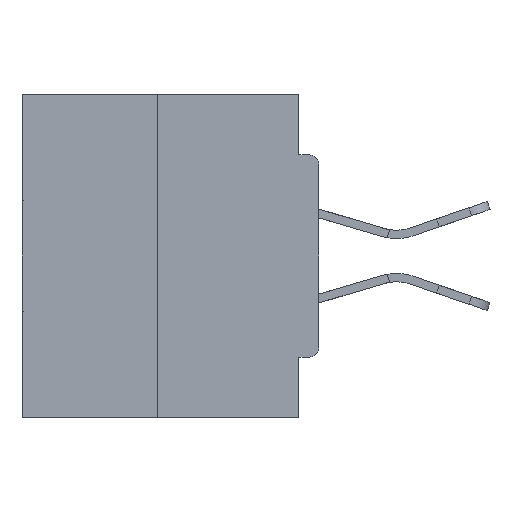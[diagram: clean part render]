
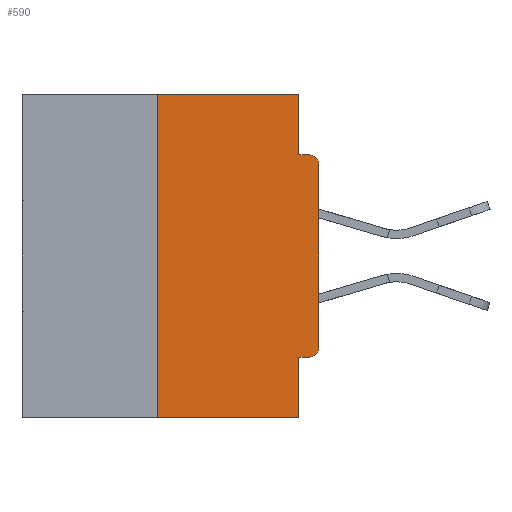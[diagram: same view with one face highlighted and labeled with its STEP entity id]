
A CAD part, left-side view. The second image highlights one B-rep face of the part: STEP entity #590.
In plain terms, the highlighted planar face has unit normal (-1, 0, 0).
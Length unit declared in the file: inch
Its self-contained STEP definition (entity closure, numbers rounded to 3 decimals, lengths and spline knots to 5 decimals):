
#57 = CARTESIAN_POINT ( 'NONE',  ( 0., 0.031, 0. ) ) ;
#590 = ADVANCED_FACE ( 'NONE', ( #39666 ), #38766, .F. ) ;
#621 = LINE ( 'NONE', #31935, #20746 ) ;
#660 = EDGE_CURVE ( 'NONE', #31313, #23499, #34754, .T. ) ;
#1192 = AXIS2_PLACEMENT_3D ( 'NONE', #8509, #17922, #27400 ) ;
#1371 = ORIENTED_EDGE ( 'NONE', *, *, #20104, .F. ) ;
#1548 = LINE ( 'NONE', #15341, #3050 ) ;
#1985 = CARTESIAN_POINT ( 'NONE',  ( 0., 0., -0.1085 ) ) ;
#2149 = ORIENTED_EDGE ( 'NONE', *, *, #24214, .F. ) ;
#2314 = VECTOR ( 'NONE', #37922, 39.37008 ) ;
#2922 = EDGE_CURVE ( 'NONE', #33594, #24427, #19002, .T. ) ;
#2960 = DIRECTION ( 'NONE',  ( 0., 0., -1. ) ) ;
#3050 = VECTOR ( 'NONE', #7788, 39.37008 ) ;
#3148 = VERTEX_POINT ( 'NONE', #39021 ) ;
#3622 = LINE ( 'NONE', #32496, #29613 ) ;
#4269 = ORIENTED_EDGE ( 'NONE', *, *, #36417, .F. ) ;
#4311 = ORIENTED_EDGE ( 'NONE', *, *, #30537, .T. ) ;
#4796 = CARTESIAN_POINT ( 'NONE',  ( 0., 0.031, -0.0935 ) ) ;
#6135 = VERTEX_POINT ( 'NONE', #13803 ) ;
#6409 = EDGE_CURVE ( 'NONE', #34842, #3148, #17173, .T. ) ;
#6913 = EDGE_CURVE ( 'NONE', #25381, #24427, #33296, .T. ) ;
#7405 = DIRECTION ( 'NONE',  ( 0., 1., 0. ) ) ;
#7473 = DIRECTION ( 'NONE',  ( 0., 0., -1. ) ) ;
#7788 = DIRECTION ( 'NONE',  ( 0., -1., 0. ) ) ;
#7902 = DIRECTION ( 'NONE',  ( 1., 0., 0. ) ) ;
#8509 = CARTESIAN_POINT ( 'NONE',  ( 0., 0.015, -0.3915 ) ) ;
#9093 = ORIENTED_EDGE ( 'NONE', *, *, #6913, .F. ) ;
#10221 = ORIENTED_EDGE ( 'NONE', *, *, #39694, .F. ) ;
#11026 = DIRECTION ( 'NONE',  ( 0., 0., -1. ) ) ;
#11424 = LINE ( 'NONE', #16655, #29045 ) ;
#12301 = CARTESIAN_POINT ( 'NONE',  ( 0., 0.015, -0.1085 ) ) ;
#12492 = AXIS2_PLACEMENT_3D ( 'NONE', #36173, #7902, #11026 ) ;
#13074 = VERTEX_POINT ( 'NONE', #15169 ) ;
#13803 = CARTESIAN_POINT ( 'NONE',  ( 0., 0.25, 0. ) ) ;
#14015 = ORIENTED_EDGE ( 'NONE', *, *, #29175, .F. ) ;
#15169 = CARTESIAN_POINT ( 'NONE',  ( 0., 0.031, 0. ) ) ;
#15341 = CARTESIAN_POINT ( 'NONE',  ( 0., 0.46, 0. ) ) ;
#16655 = CARTESIAN_POINT ( 'NONE',  ( 0., 0., -0.4065 ) ) ;
#16747 = LINE ( 'NONE', #22332, #19228 ) ;
#16890 = DIRECTION ( 'NONE',  ( 0., 0., 1. ) ) ;
#17173 = CIRCLE ( 'NONE', #24889, 0.015 ) ;
#17922 = DIRECTION ( 'NONE',  ( -1., 0., 0. ) ) ;
#18153 = CARTESIAN_POINT ( 'NONE',  ( 0., 0.031, -0.5 ) ) ;
#19002 = LINE ( 'NONE', #28659, #2314 ) ;
#19228 = VECTOR ( 'NONE', #19867, 39.37008 ) ;
#19699 = CARTESIAN_POINT ( 'NONE',  ( 0., 0.015, -0.4065 ) ) ;
#19867 = DIRECTION ( 'NONE',  ( 0., 0., 1. ) ) ;
#20005 = ORIENTED_EDGE ( 'NONE', *, *, #2922, .T. ) ;
#20104 = EDGE_CURVE ( 'NONE', #6135, #13074, #1548, .T. ) ;
#20527 = ORIENTED_EDGE ( 'NONE', *, *, #660, .T. ) ;
#20746 = VECTOR ( 'NONE', #29079, 39.37008 ) ;
#22332 = CARTESIAN_POINT ( 'NONE',  ( 0., 0., 0. ) ) ;
#23499 = VERTEX_POINT ( 'NONE', #37476 ) ;
#24214 = EDGE_CURVE ( 'NONE', #33594, #6135, #3622, .T. ) ;
#24427 = VERTEX_POINT ( 'NONE', #18153 ) ;
#24864 = VERTEX_POINT ( 'NONE', #4796 ) ;
#24889 = AXIS2_PLACEMENT_3D ( 'NONE', #12301, #30775, #27621 ) ;
#25381 = VERTEX_POINT ( 'NONE', #34574 ) ;
#27400 = DIRECTION ( 'NONE',  ( 0., 0., -1. ) ) ;
#27621 = DIRECTION ( 'NONE',  ( 0., 0., -1. ) ) ;
#27813 = ORIENTED_EDGE ( 'NONE', *, *, #6409, .T. ) ;
#28391 = VECTOR ( 'NONE', #7473, 39.37008 ) ;
#28659 = CARTESIAN_POINT ( 'NONE',  ( 0., 0.46, -0.5 ) ) ;
#29045 = VECTOR ( 'NONE', #7405, 39.37008 ) ;
#29079 = DIRECTION ( 'NONE',  ( 0., -1., 0. ) ) ;
#29175 = EDGE_CURVE ( 'NONE', #24864, #3148, #621, .T. ) ;
#29613 = VECTOR ( 'NONE', #16890, 39.37008 ) ;
#29749 = LINE ( 'NONE', #57, #39483 ) ;
#30537 = EDGE_CURVE ( 'NONE', #23499, #34842, #16747, .T. ) ;
#30775 = DIRECTION ( 'NONE',  ( -1., 0., 0. ) ) ;
#31313 = VERTEX_POINT ( 'NONE', #19699 ) ;
#31935 = CARTESIAN_POINT ( 'NONE',  ( 0., 0., -0.0935 ) ) ;
#32496 = CARTESIAN_POINT ( 'NONE',  ( 0., 0.25, 0. ) ) ;
#33296 = LINE ( 'NONE', #34397, #28391 ) ;
#33571 = CARTESIAN_POINT ( 'NONE',  ( 0., 0.25, -0.5 ) ) ;
#33594 = VERTEX_POINT ( 'NONE', #33571 ) ;
#34397 = CARTESIAN_POINT ( 'NONE',  ( 0., 0.031, -0.5 ) ) ;
#34574 = CARTESIAN_POINT ( 'NONE',  ( 0., 0.031, -0.4065 ) ) ;
#34754 = CIRCLE ( 'NONE', #1192, 0.015 ) ;
#34842 = VERTEX_POINT ( 'NONE', #1985 ) ;
#36173 = CARTESIAN_POINT ( 'NONE',  ( 0., 0.46, 0. ) ) ;
#36417 = EDGE_CURVE ( 'NONE', #31313, #25381, #11424, .T. ) ;
#37068 = EDGE_LOOP ( 'NONE', ( #1371, #2149, #20005, #9093, #4269, #20527, #4311, #27813, #14015, #10221 ) ) ;
#37476 = CARTESIAN_POINT ( 'NONE',  ( 0., 0., -0.3915 ) ) ;
#37922 = DIRECTION ( 'NONE',  ( 0., -1., 0. ) ) ;
#38766 = PLANE ( 'NONE',  #12492 ) ;
#39021 = CARTESIAN_POINT ( 'NONE',  ( 0., 0.015, -0.0935 ) ) ;
#39483 = VECTOR ( 'NONE', #2960, 39.37008 ) ;
#39666 = FACE_OUTER_BOUND ( 'NONE', #37068, .T. ) ;
#39694 = EDGE_CURVE ( 'NONE', #13074, #24864, #29749, .T. ) ;
